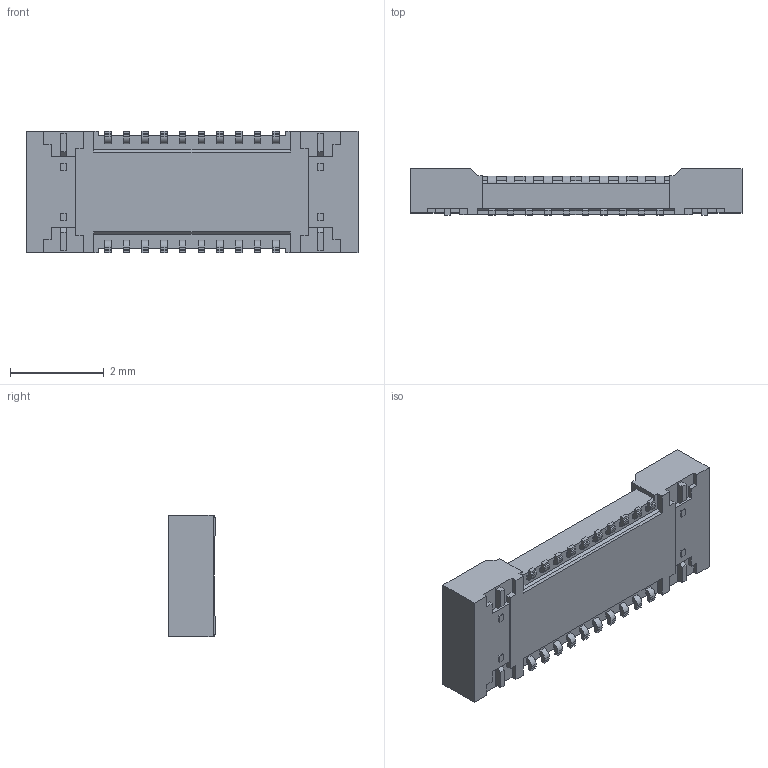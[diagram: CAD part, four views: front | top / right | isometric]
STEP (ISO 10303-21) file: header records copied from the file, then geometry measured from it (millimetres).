
FILE_DESCRIPTION(('FreeCAD Model'),'2;1');
FILE_NAME('Molex_SlimStack_Receptacle_2x10_Pitch0.5mm_54722-0204.step','2017-09-05T15:15:52',('Author'),(''), 'Open CASCADE STEP processor 6.8','FreeCAD','Unknown');
FILE_SCHEMA(('AUTOMOTIVE_DESIGN_CC2 { 1 2 10303 214 -1 1 5 4 }'));
Length unit declared in the file: millimetre
Products named in the file (3): ASSEMBLY; COMPOUND; SOLID
Assembly tree (2 placements, depth 2):
  ASSEMBLY
    COMPOUND
    SOLID
Bounding box: 7.1 x 1 x 2.6 mm (x, y, z)
Volume: 10.4 mm3; surface area: 78.1 mm2
Topology: 1 solids, 1 shells, 730 faces, 2072 edges, 1484 vertices
Faces by surface type: plane 566, cylinder 160, cone 4
Entity records: 23678 total; most frequent: CARTESIAN_POINT 4309, ORIENTED_EDGE 3920, DIRECTION 3854, EDGE_CURVE 1960, LINE 1748, VECTOR 1748, VERTEX_POINT 1260, AXIS2_PLACEMENT_3D 1053
